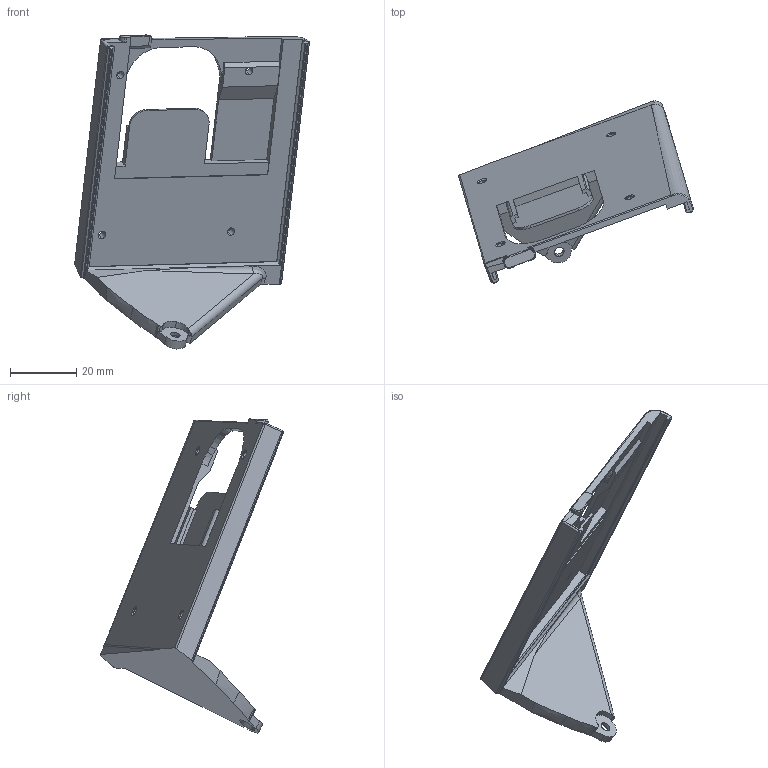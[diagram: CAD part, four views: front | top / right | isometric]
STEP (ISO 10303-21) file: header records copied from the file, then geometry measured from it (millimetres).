
FILE_DESCRIPTION (( 'STEP AP203' ), '1' );
FILE_NAME ('75cm_diplay_bracket_right.STEP', '2020-09-23T03:31:31', ( '' ), ( '' ), 'SwSTEP 2.0', 'SolidWorks 2018', '' );
FILE_SCHEMA (( 'CONFIG_CONTROL_DESIGN' ));
Length unit declared in the file: millimetre
Products named in the file (2): 75cm_diplay_bracket_right
Bounding box: 70.97 x 55.3 x 94.88 mm (x, y, z)
Volume: 18137.9 mm3; surface area: 14428.8 mm2
Topology: 1 solids, 1 shells, 161 faces, 440 edges, 280 vertices
Faces by surface type: plane 79, cylinder 54, bspline 18, cone 10
Entity records: 7042 total; most frequent: CARTESIAN_POINT 3011, ORIENTED_EDGE 880, DIRECTION 717, EDGE_CURVE 440, LINE 287, VECTOR 287, VERTEX_POINT 280, AXIS2_PLACEMENT_3D 215
